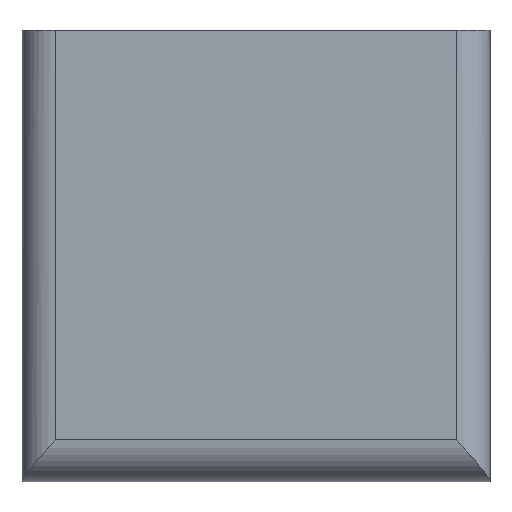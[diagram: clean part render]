
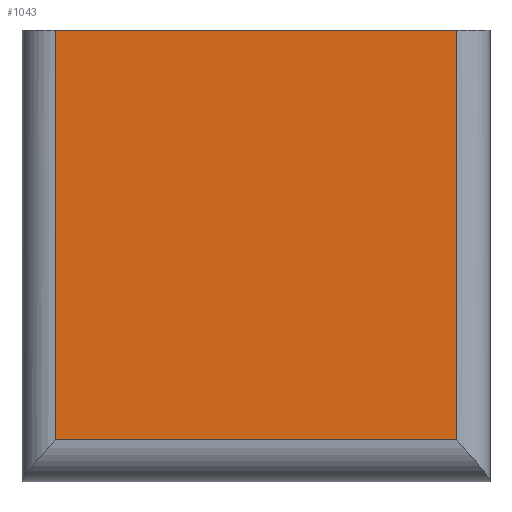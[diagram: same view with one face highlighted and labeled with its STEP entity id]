
A CAD part, top view. The second image highlights one B-rep face of the part: STEP entity #1043.
In plain terms, the highlighted planar face has unit normal (0, 0, 1).
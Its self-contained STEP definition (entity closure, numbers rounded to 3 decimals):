
#133 = PLANE('',#134);
#134 = AXIS2_PLACEMENT_3D('',#135,#136,#137);
#135 = CARTESIAN_POINT('',(0.,27.,0.));
#136 = DIRECTION('',(0.,1.,0.));
#137 = DIRECTION('',(0.,0.,1.));
#161 = CYLINDRICAL_SURFACE('',#162,2.);
#162 = AXIS2_PLACEMENT_3D('',#163,#164,#165);
#163 = CARTESIAN_POINT('',(2.,0.,3.8));
#164 = DIRECTION('',(0.,1.,0.));
#165 = DIRECTION('',(-1.,0.,0.));
#188 = CYLINDRICAL_SURFACE('',#189,2.5);
#189 = AXIS2_PLACEMENT_3D('',#190,#191,#192);
#190 = CARTESIAN_POINT('',(0.,2.5,3.3));
#191 = DIRECTION('',(1.,0.,0.));
#192 = DIRECTION('',(0.,-1.,0.));
#492 = VERTEX_POINT('',#493);
#493 = CARTESIAN_POINT('',(2.,2.5,5.8));
#583 = EDGE_CURVE('',#492,#584,#586,.T.);
#584 = VERTEX_POINT('',#585);
#585 = CARTESIAN_POINT('',(26.,2.5,5.8));
#586 = SURFACE_CURVE('',#587,(#591,#598),.PCURVE_S1.);
#587 = LINE('',#588,#589);
#588 = CARTESIAN_POINT('',(0.,2.5,5.8));
#589 = VECTOR('',#590,1.);
#590 = DIRECTION('',(1.,0.,0.));
#591 = PCURVE('',#188,#592);
#592 = DEFINITIONAL_REPRESENTATION('',(#593),#597);
#593 = LINE('',#594,#595);
#594 = CARTESIAN_POINT('',(-1.571,0.));
#595 = VECTOR('',#596,1.);
#596 = DIRECTION('',(-0.,1.));
#597 = ( GEOMETRIC_REPRESENTATION_CONTEXT(2) 
PARAMETRIC_REPRESENTATION_CONTEXT() REPRESENTATION_CONTEXT('2D SPACE',''
  ) );
#598 = PCURVE('',#599,#604);
#599 = PLANE('',#600);
#600 = AXIS2_PLACEMENT_3D('',#601,#602,#603);
#601 = CARTESIAN_POINT('',(0.,0.,5.8));
#602 = DIRECTION('',(0.,0.,1.));
#603 = DIRECTION('',(1.,0.,0.));
#604 = DEFINITIONAL_REPRESENTATION('',(#605),#609);
#605 = LINE('',#606,#607);
#606 = CARTESIAN_POINT('',(0.,2.5));
#607 = VECTOR('',#608,1.);
#608 = DIRECTION('',(1.,0.));
#609 = ( GEOMETRIC_REPRESENTATION_CONTEXT(2) 
PARAMETRIC_REPRESENTATION_CONTEXT() REPRESENTATION_CONTEXT('2D SPACE',''
  ) );
#673 = CYLINDRICAL_SURFACE('',#674,2.);
#674 = AXIS2_PLACEMENT_3D('',#675,#676,#677);
#675 = CARTESIAN_POINT('',(26.,0.,3.8));
#676 = DIRECTION('',(0.,1.,0.));
#677 = DIRECTION('',(1.,0.,-0.));
#790 = EDGE_CURVE('',#492,#791,#793,.T.);
#791 = VERTEX_POINT('',#792);
#792 = CARTESIAN_POINT('',(2.,27.,5.8));
#793 = SURFACE_CURVE('',#794,(#798,#805),.PCURVE_S1.);
#794 = LINE('',#795,#796);
#795 = CARTESIAN_POINT('',(2.,0.,5.8));
#796 = VECTOR('',#797,1.);
#797 = DIRECTION('',(0.,1.,0.));
#798 = PCURVE('',#161,#799);
#799 = DEFINITIONAL_REPRESENTATION('',(#800),#804);
#800 = LINE('',#801,#802);
#801 = CARTESIAN_POINT('',(1.571,0.));
#802 = VECTOR('',#803,1.);
#803 = DIRECTION('',(0.,1.));
#804 = ( GEOMETRIC_REPRESENTATION_CONTEXT(2) 
PARAMETRIC_REPRESENTATION_CONTEXT() REPRESENTATION_CONTEXT('2D SPACE',''
  ) );
#805 = PCURVE('',#599,#806);
#806 = DEFINITIONAL_REPRESENTATION('',(#807),#811);
#807 = LINE('',#808,#809);
#808 = CARTESIAN_POINT('',(2.,0.));
#809 = VECTOR('',#810,1.);
#810 = DIRECTION('',(0.,1.));
#811 = ( GEOMETRIC_REPRESENTATION_CONTEXT(2) 
PARAMETRIC_REPRESENTATION_CONTEXT() REPRESENTATION_CONTEXT('2D SPACE',''
  ) );
#865 = EDGE_CURVE('',#791,#866,#868,.T.);
#866 = VERTEX_POINT('',#867);
#867 = CARTESIAN_POINT('',(26.,27.,5.8));
#868 = SURFACE_CURVE('',#869,(#873,#880),.PCURVE_S1.);
#869 = LINE('',#870,#871);
#870 = CARTESIAN_POINT('',(0.,27.,5.8));
#871 = VECTOR('',#872,1.);
#872 = DIRECTION('',(1.,0.,0.));
#873 = PCURVE('',#133,#874);
#874 = DEFINITIONAL_REPRESENTATION('',(#875),#879);
#875 = LINE('',#876,#877);
#876 = CARTESIAN_POINT('',(5.8,0.));
#877 = VECTOR('',#878,1.);
#878 = DIRECTION('',(0.,1.));
#879 = ( GEOMETRIC_REPRESENTATION_CONTEXT(2) 
PARAMETRIC_REPRESENTATION_CONTEXT() REPRESENTATION_CONTEXT('2D SPACE',''
  ) );
#880 = PCURVE('',#599,#881);
#881 = DEFINITIONAL_REPRESENTATION('',(#882),#886);
#882 = LINE('',#883,#884);
#883 = CARTESIAN_POINT('',(0.,27.));
#884 = VECTOR('',#885,1.);
#885 = DIRECTION('',(1.,0.));
#886 = ( GEOMETRIC_REPRESENTATION_CONTEXT(2) 
PARAMETRIC_REPRESENTATION_CONTEXT() REPRESENTATION_CONTEXT('2D SPACE',''
  ) );
#1043 = ADVANCED_FACE('',(#1044),#599,.T.);
#1044 = FACE_BOUND('',#1045,.T.);
#1045 = EDGE_LOOP('',(#1046,#1047,#1048,#1049));
#1046 = ORIENTED_EDGE('',*,*,#865,.F.);
#1047 = ORIENTED_EDGE('',*,*,#790,.F.);
#1048 = ORIENTED_EDGE('',*,*,#583,.T.);
#1049 = ORIENTED_EDGE('',*,*,#1050,.T.);
#1050 = EDGE_CURVE('',#584,#866,#1051,.T.);
#1051 = SURFACE_CURVE('',#1052,(#1056,#1063),.PCURVE_S1.);
#1052 = LINE('',#1053,#1054);
#1053 = CARTESIAN_POINT('',(26.,0.,5.8));
#1054 = VECTOR('',#1055,1.);
#1055 = DIRECTION('',(0.,1.,0.));
#1056 = PCURVE('',#599,#1057);
#1057 = DEFINITIONAL_REPRESENTATION('',(#1058),#1062);
#1058 = LINE('',#1059,#1060);
#1059 = CARTESIAN_POINT('',(26.,0.));
#1060 = VECTOR('',#1061,1.);
#1061 = DIRECTION('',(0.,1.));
#1062 = ( GEOMETRIC_REPRESENTATION_CONTEXT(2) 
PARAMETRIC_REPRESENTATION_CONTEXT() REPRESENTATION_CONTEXT('2D SPACE',''
  ) );
#1063 = PCURVE('',#673,#1064);
#1064 = DEFINITIONAL_REPRESENTATION('',(#1065),#1069);
#1065 = LINE('',#1066,#1067);
#1066 = CARTESIAN_POINT('',(-1.571,0.));
#1067 = VECTOR('',#1068,1.);
#1068 = DIRECTION('',(-0.,1.));
#1069 = ( GEOMETRIC_REPRESENTATION_CONTEXT(2) 
PARAMETRIC_REPRESENTATION_CONTEXT() REPRESENTATION_CONTEXT('2D SPACE',''
  ) );
